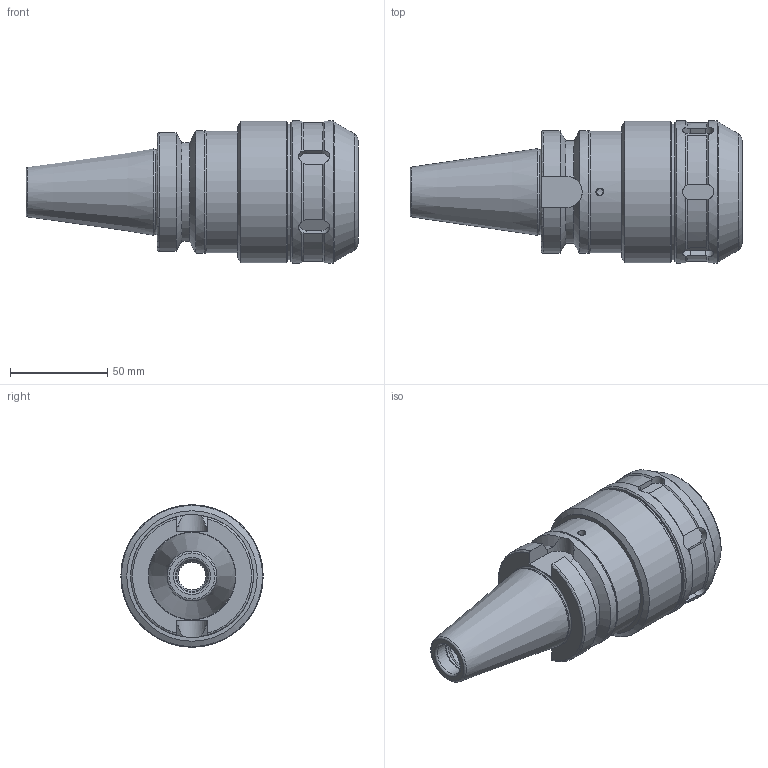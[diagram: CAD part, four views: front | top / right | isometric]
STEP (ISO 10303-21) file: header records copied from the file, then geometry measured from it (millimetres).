
FILE_DESCRIPTION((''),'2;1');
FILE_NAME('071000332105-3D.stp','2020-06-29T13:15:10',('nttooll'),(''),'Autodesk Inventor 2012','Autodesk Inventor 2012','');
FILE_SCHEMA(('AUTOMOTIVE_DESIGN { 1 0 10303 214 1 1 1 1 }'));
Length unit declared in the file: millimetre
Products named in the file (1): 071000332105-3D
Bounding box: 170.4 x 73 x 73 mm (x, y, z)
Volume: 329595.3 mm3; surface area: 51359.1 mm2
Topology: 1 solids, 1 shells, 114 faces, 289 edges, 184 vertices
Faces by surface type: cylinder 42, plane 33, cone 31, torus 8
Full cylindrical faces by diameter (mm): 3.4 x1, 4 x1, 14.25 x1, 16 x1, 17 x1, 17.2 x1, 17.4 x1, 18 x1, 26 x1, 32 x1, 32.5 x1, 43.5 x1, 62.5 x1, 63 x1, 69.4 x1, 72.5 x1, 73 x2
Entity records: 3566 total; most frequent: CARTESIAN_POINT 1055, DIRECTION 490, ORIENTED_EDGE 490, EDGE_CURVE 245, AXIS2_PLACEMENT_3D 210, VERTEX_POINT 179, EDGE_LOOP 164, FACE_OUTER_BOUND 114
